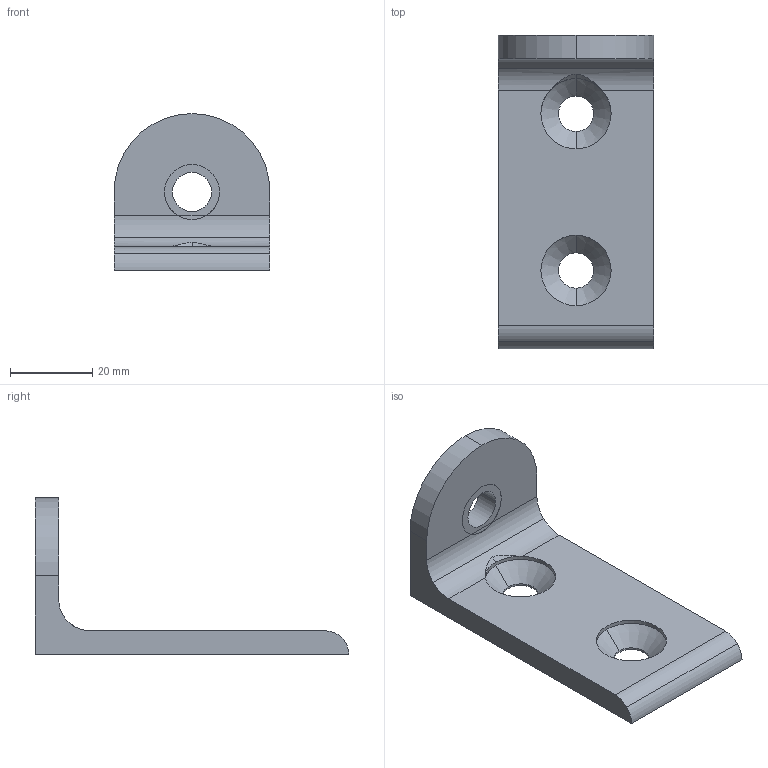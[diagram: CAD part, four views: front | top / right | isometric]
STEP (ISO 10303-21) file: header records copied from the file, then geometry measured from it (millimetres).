
FILE_DESCRIPTION((''),'2;1');
FILE_NAME('15HI8810.stp','2006-03-13T15:36:04',('Shawn Mantel'),('Faztek, LLC'),'Mechanical Desktop 2005','Mechanical Desktop 2005',', , ');
FILE_SCHEMA(('CONFIG_CONTROL_DESIGN'));
Length unit declared in the file: inch
Products named in the file (1): Product
Bounding box: 37.9 x 76.17 x 38.09 mm (x, y, z)
Volume: 20780.6 mm3; surface area: 9850.7 mm2
Topology: 2 solids, 2 shells, 35 faces, 91 edges, 58 vertices
Faces by surface type: cylinder 18, plane 7, cone 6, bspline 4
Entity records: 1392 total; most frequent: CARTESIAN_POINT 394, DIRECTION 202, ORIENTED_EDGE 182, EDGE_CURVE 91, AXIS2_PLACEMENT_3D 81, VERTEX_POINT 58, CIRCLE 49, EDGE_LOOP 41
